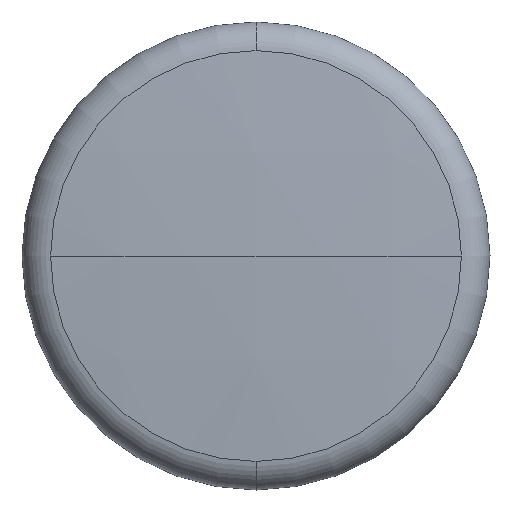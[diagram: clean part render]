
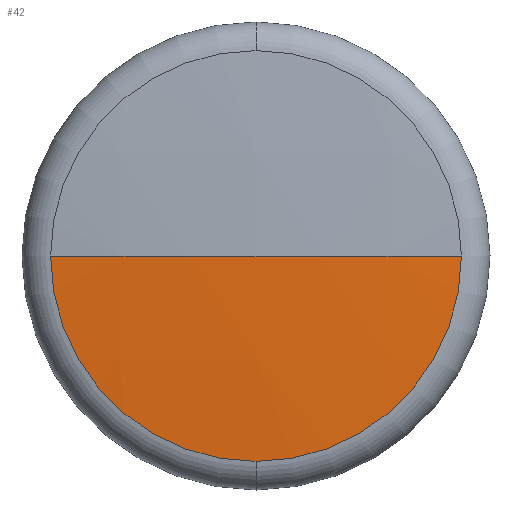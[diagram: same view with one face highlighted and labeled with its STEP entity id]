
A CAD part, front view. The second image highlights one B-rep face of the part: STEP entity #42.
In plain terms, the highlighted spherical face has radius 108.041 mm.
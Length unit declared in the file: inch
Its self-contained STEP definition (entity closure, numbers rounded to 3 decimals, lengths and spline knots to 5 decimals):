
#10 = CIRCLE ( 'NONE', #384, 0.36168 ) ;
#16 = CARTESIAN_POINT ( 'NONE',  ( 0.36168, 0.0154, 0. ) ) ;
#20 = SPHERICAL_SURFACE ( 'NONE', #327, 4.2536 ) ;
#22 = DIRECTION ( 'NONE',  ( 0., 0., 1. ) ) ;
#42 = ADVANCED_FACE ( 'NONE', ( #367 ), #20, .T. ) ;
#66 = AXIS2_PLACEMENT_3D ( 'NONE', #179, #415, #208 ) ;
#68 = VERTEX_POINT ( 'NONE', #381 ) ;
#86 = CARTESIAN_POINT ( 'NONE',  ( 0., 4.2536, 0. ) ) ;
#89 = DIRECTION ( 'NONE',  ( 0., 0., -1. ) ) ;
#93 = CIRCLE ( 'NONE', #391, 4.2536 ) ;
#111 = EDGE_CURVE ( 'NONE', #224, #129, #337, .T. ) ;
#114 = DIRECTION ( 'NONE',  ( -1., 0., 0. ) ) ;
#128 = CIRCLE ( 'NONE', #66, 4.2536 ) ;
#129 = VERTEX_POINT ( 'NONE', #406 ) ;
#136 = DIRECTION ( 'NONE',  ( 1., 0., 0. ) ) ;
#151 = CARTESIAN_POINT ( 'NONE',  ( -0.36168, 0.0154, 0. ) ) ;
#168 = ORIENTED_EDGE ( 'NONE', *, *, #111, .F. ) ;
#179 = CARTESIAN_POINT ( 'NONE',  ( 0., 4.2536, 0. ) ) ;
#196 = AXIS2_PLACEMENT_3D ( 'NONE', #403, #376, #371 ) ;
#208 = DIRECTION ( 'NONE',  ( 1., 0., 0. ) ) ;
#211 = DIRECTION ( 'NONE',  ( 0., 1., 0. ) ) ;
#218 = EDGE_LOOP ( 'NONE', ( #234, #278, #405, #168 ) ) ;
#222 = EDGE_CURVE ( 'NONE', #68, #224, #128, .T. ) ;
#224 = VERTEX_POINT ( 'NONE', #16 ) ;
#233 = CARTESIAN_POINT ( 'NONE',  ( 0., 4.2536, 0. ) ) ;
#234 = ORIENTED_EDGE ( 'NONE', *, *, #222, .F. ) ;
#243 = EDGE_CURVE ( 'NONE', #68, #346, #93, .T. ) ;
#258 = EDGE_CURVE ( 'NONE', #129, #346, #10, .T. ) ;
#278 = ORIENTED_EDGE ( 'NONE', *, *, #243, .T. ) ;
#309 = DIRECTION ( 'NONE',  ( 0., 0., -1. ) ) ;
#327 = AXIS2_PLACEMENT_3D ( 'NONE', #233, #89, #136 ) ;
#337 = CIRCLE ( 'NONE', #196, 0.36168 ) ;
#346 = VERTEX_POINT ( 'NONE', #151 ) ;
#367 = FACE_OUTER_BOUND ( 'NONE', #218, .T. ) ;
#371 = DIRECTION ( 'NONE',  ( 0., 0., 1. ) ) ;
#376 = DIRECTION ( 'NONE',  ( 0., 1., 0. ) ) ;
#381 = CARTESIAN_POINT ( 'NONE',  ( 0., 0., 0. ) ) ;
#384 = AXIS2_PLACEMENT_3D ( 'NONE', #420, #211, #22 ) ;
#391 = AXIS2_PLACEMENT_3D ( 'NONE', #86, #309, #114 ) ;
#403 = CARTESIAN_POINT ( 'NONE',  ( 0., 0.0154, 0. ) ) ;
#405 = ORIENTED_EDGE ( 'NONE', *, *, #258, .F. ) ;
#406 = CARTESIAN_POINT ( 'NONE',  ( 0., 0.0154, -0.36168 ) ) ;
#415 = DIRECTION ( 'NONE',  ( 0., 0., 1. ) ) ;
#420 = CARTESIAN_POINT ( 'NONE',  ( 0., 0.0154, 0. ) ) ;
